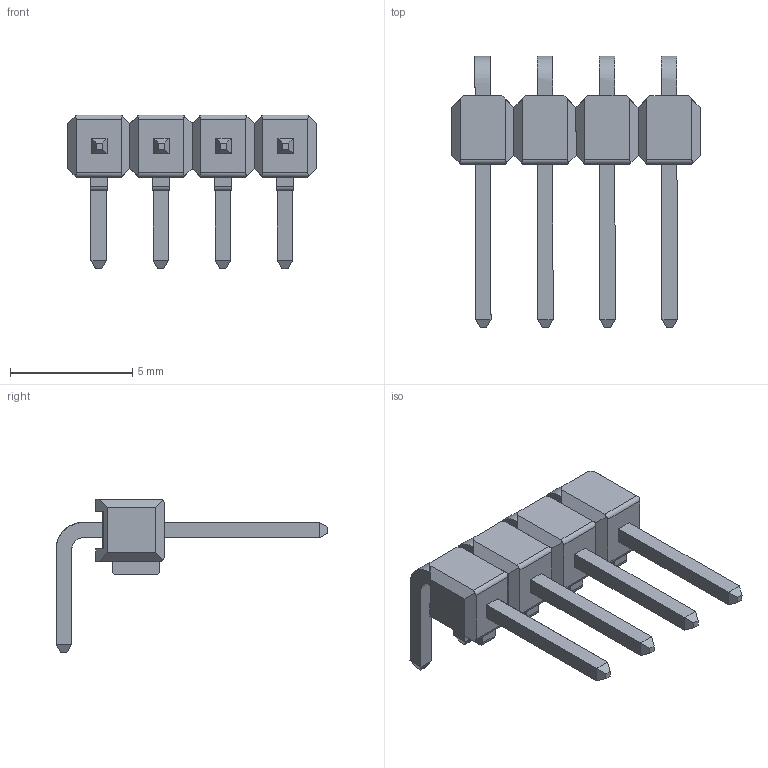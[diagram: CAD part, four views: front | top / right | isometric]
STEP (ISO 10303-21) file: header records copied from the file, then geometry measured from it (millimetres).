
FILE_DESCRIPTION(/* description */ (''),/* implementation_level */ '2;1');
FILE_NAME(/* name */ 'Pin Header 1x4 TH Angle Pitch 2.54mm v2.step',/* time_stamp */ '2019-04-28T13:28:23+01:00',/* author */ ('adamshortuk'),/* organization */ (''),/* preprocessor_version */ 'ST-DEVELOPER v18',/* originating_system */ 'Autodesk Translation Framework v8.2.0.1029',/* authorisation */ '');
FILE_SCHEMA (('AUTOMOTIVE_DESIGN { 1 0 10303 214 3 1 1 }'));
Length unit declared in the file: millimetre
Products named in the file (15): Pin Header 1x4 TH Angle Pitch 2.54mm; Component1; Component2; Component3; Component4; Component5; Component6; Component7; Component8; Component9; Component10; Component11; Component12; Component13; Component14
Assembly tree (14 placements, depth 2):
  Pin Header 1x4 TH Angle Pitch 2.54mm
    Component1
    Component2
    Component3
    Component4
    Component5
    Component6
    Component7
    Component8
    Component9
    Component10
    Component11
    Component12
    Component13
    Component14
Bounding box: 10.17 x 11.11 x 6.29 mm (x, y, z)
Volume: 79.7 mm3; surface area: 338.3 mm2
Topology: 7 solids, 21 shells, 180 faces, 488 edges, 336 vertices
Faces by surface type: plane 156, cylinder 16, bspline 8
Entity records: 6335 total; most frequent: CARTESIAN_POINT 1369, DIRECTION 922, ORIENTED_EDGE 912, EDGE_CURVE 488, LINE 414, VECTOR 414, VERTEX_POINT 336, AXIS2_PLACEMENT_3D 254
